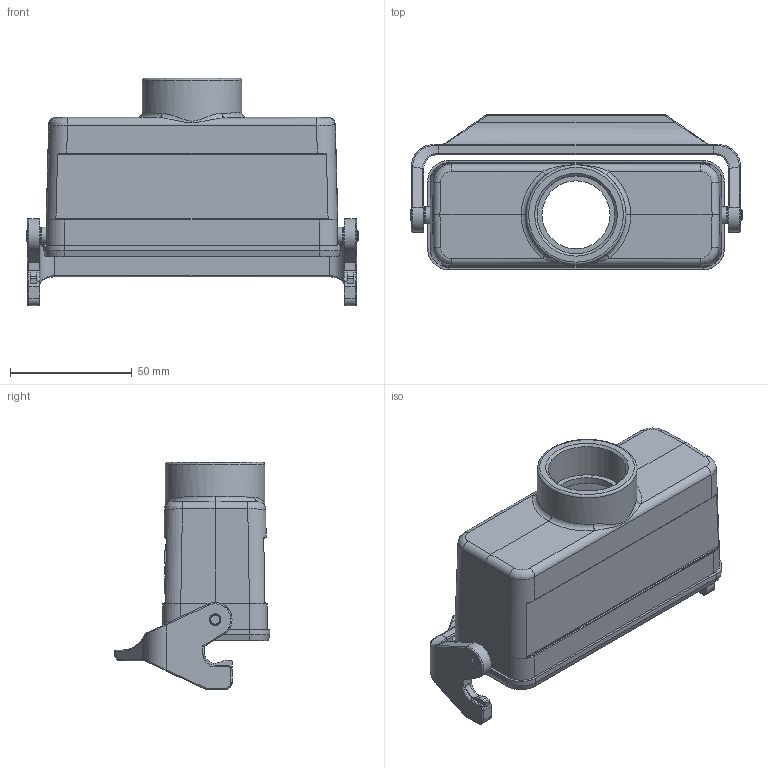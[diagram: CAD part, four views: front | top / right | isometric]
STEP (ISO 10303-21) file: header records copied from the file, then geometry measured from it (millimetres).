
FILE_DESCRIPTION(/* description */ (''),/* implementation_level */ '2;1');
FILE_NAME(/* name */ '100205854ugm000_d.stp',/* time_stamp */ '2017-11-03T10:19:48+01:00',/* author */ (''),/* organization */ (''),/* preprocessor_version */ 'ST-DEVELOPER v16',/* originating_system */ 'SIEMENS PLM Software NX 10.0',/* authorisation */ '');
FILE_SCHEMA (('AUTOMOTIVE_DESIGN { 1 0 10303 214 3 1 1 1 }'));
Length unit declared in the file: millimetre
Products named in the file (1): 100205854ugm000_d
Bounding box: 136.6 x 64 x 93.5 mm (x, y, z)
Volume: 96180.8 mm3; surface area: 58325.7 mm2
Topology: 2 solids, 2 shells, 551 faces, 1400 edges, 859 vertices
Faces by surface type: plane 239, cylinder 158, bspline 124, cone 15, torus 13, sphere 2
Full cylindrical faces by diameter (mm): 3 x4, 4 x2, 4.8 x2, 7 x2, 28 x1, 32 x1, 41 x1
Entity records: 21945 total; most frequent: CARTESIAN_POINT 8053, ORIENTED_EDGE 2578, DIRECTION 2405, EDGE_CURVE 1289, AXIS2_PLACEMENT_3D 845, VERTEX_POINT 795, LINE 715, VECTOR 715
